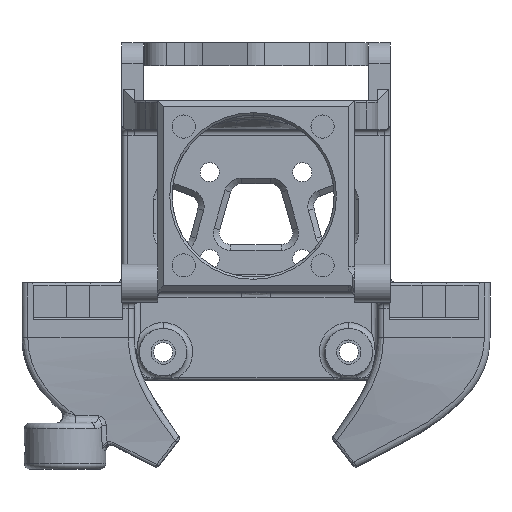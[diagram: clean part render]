
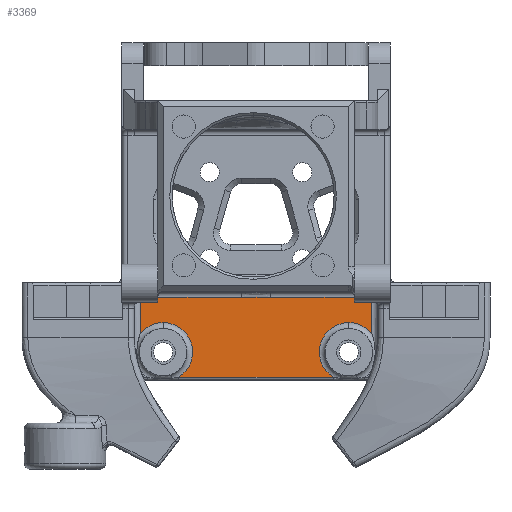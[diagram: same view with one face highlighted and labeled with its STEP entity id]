
A CAD part, front view. The second image highlights one B-rep face of the part: STEP entity #3369.
In plain terms, the highlighted planar face has unit normal (0, -1, 0).
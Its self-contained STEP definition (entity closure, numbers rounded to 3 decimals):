
#488 = VECTOR ( 'NONE', #7087, 1000. ) ;
#577 = CARTESIAN_POINT ( 'NONE',  ( -91.265, -4., -29.551 ) ) ;
#643 = VERTEX_POINT ( 'NONE', #24476 ) ;
#999 = EDGE_CURVE ( 'NONE', #20234, #8927, #15069, .T. ) ;
#1247 = CARTESIAN_POINT ( 'NONE',  ( -76.044, -4., -33.965 ) ) ;
#1321 = ORIENTED_EDGE ( 'NONE', *, *, #24311, .T. ) ;
#1733 = DIRECTION ( 'NONE',  ( 0., 0., 1. ) ) ;
#1880 = CARTESIAN_POINT ( 'NONE',  ( -108.144, -4., -39.065 ) ) ;
#1930 = CARTESIAN_POINT ( 'NONE',  ( -112.144, -4., -29.577 ) ) ;
#3369 = ADVANCED_FACE ( 'NONE', ( #20515 ), #5783, .F. ) ;
#3404 = CARTESIAN_POINT ( 'NONE',  ( -93.753, -4., -29.567 ) ) ;
#3439 = ORIENTED_EDGE ( 'NONE', *, *, #29602, .T. ) ;
#3706 = DIRECTION ( 'NONE',  ( 0., 1., 0. ) ) ;
#3786 = DIRECTION ( 'NONE',  ( 0., 1., 0. ) ) ;
#3857 = DIRECTION ( 'NONE',  ( 0., 0., -1. ) ) ;
#4124 = EDGE_LOOP ( 'NONE', ( #28418, #1321, #14878, #9924, #6327, #3439, #27873, #17968, #10205, #12330, #4572, #25370 ) ) ;
#4572 = ORIENTED_EDGE ( 'NONE', *, *, #25577, .T. ) ;
#4596 = VECTOR ( 'NONE', #27904, 1000. ) ;
#4748 = DIRECTION ( 'NONE',  ( -1., 0., 0. ) ) ;
#5381 = EDGE_CURVE ( 'NONE', #15128, #22516, #11016, .T. ) ;
#5724 = CARTESIAN_POINT ( 'NONE',  ( -109.094, -4., -29.577 ) ) ;
#5751 = VERTEX_POINT ( 'NONE', #5724 ) ;
#5783 = PLANE ( 'NONE',  #17140 ) ;
#5802 = CARTESIAN_POINT ( 'NONE',  ( -94.582, -4., -29.577 ) ) ;
#6026 = VERTEX_POINT ( 'NONE', #6962 ) ;
#6327 = ORIENTED_EDGE ( 'NONE', *, *, #10287, .T. ) ;
#6962 = CARTESIAN_POINT ( 'NONE',  ( -78.718, -4., -43.408 ) ) ;
#7087 = DIRECTION ( 'NONE',  ( 0., 0., 1. ) ) ;
#7541 = DIRECTION ( 'NONE',  ( 0., 0., 1. ) ) ;
#7543 = DIRECTION ( 'NONE',  ( 0., 1., 0. ) ) ;
#7968 = VECTOR ( 'NONE', #13281, 1000. ) ;
#7980 = CARTESIAN_POINT ( 'NONE',  ( 0.059, -4., -15.997 ) ) ;
#8003 = CARTESIAN_POINT ( 'NONE',  ( -92.924, -4., -29.551 ) ) ;
#8055 = EDGE_CURVE ( 'NONE', #11000, #15128, #11247, .T. ) ;
#8587 = CARTESIAN_POINT ( 'NONE',  ( -75.094, -4., -29.577 ) ) ;
#8731 = LINE ( 'NONE', #29303, #19696 ) ;
#8927 = VERTEX_POINT ( 'NONE', #19340 ) ;
#9378 = CARTESIAN_POINT ( 'NONE',  ( -72.044, -4., -35.901 ) ) ;
#9775 = CARTESIAN_POINT ( 'NONE',  ( -76.044, -4., -39.065 ) ) ;
#9783 = LINE ( 'NONE', #31178, #4596 ) ;
#9924 = ORIENTED_EDGE ( 'NONE', *, *, #11693, .T. ) ;
#10205 = ORIENTED_EDGE ( 'NONE', *, *, #28540, .T. ) ;
#10249 = CARTESIAN_POINT ( 'NONE',  ( -92.509, -4., -29.545 ) ) ;
#10287 = EDGE_CURVE ( 'NONE', #26679, #11038, #10563, .T. ) ;
#10354 = AXIS2_PLACEMENT_3D ( 'NONE', #1880, #3786, #1733 ) ;
#10475 = AXIS2_PLACEMENT_3D ( 'NONE', #28948, #12156, #19127 ) ;
#10563 = CIRCLE ( 'NONE', #14634, 5.1 ) ;
#10743 = CARTESIAN_POINT ( 'NONE',  ( -109.094, -4., -29.577 ) ) ;
#10919 = CARTESIAN_POINT ( 'NONE',  ( -112.144, -4., -15.997 ) ) ;
#11000 = VERTEX_POINT ( 'NONE', #1930 ) ;
#11016 = CIRCLE ( 'NONE', #10475, 5.1 ) ;
#11038 = VERTEX_POINT ( 'NONE', #9378 ) ;
#11247 = LINE ( 'NONE', #10919, #16361 ) ;
#11693 = EDGE_CURVE ( 'NONE', #6026, #26679, #15705, .T. ) ;
#12001 = CARTESIAN_POINT ( 'NONE',  ( -76.044, -4., -39.065 ) ) ;
#12156 = DIRECTION ( 'NONE',  ( 0., 1., 0. ) ) ;
#12322 = DIRECTION ( 'NONE',  ( 0., 1., 0. ) ) ;
#12330 = ORIENTED_EDGE ( 'NONE', *, *, #13834, .T. ) ;
#12626 = CARTESIAN_POINT ( 'NONE',  ( -90.022, -4., -29.577 ) ) ;
#12916 = CARTESIAN_POINT ( 'NONE',  ( -108.144, -4., -33.965 ) ) ;
#12918 = LINE ( 'NONE', #27786, #26334 ) ;
#12942 = CARTESIAN_POINT ( 'NONE',  ( -94.167, -4., -29.577 ) ) ;
#13281 = DIRECTION ( 'NONE',  ( -1., 0., 0. ) ) ;
#13726 = VECTOR ( 'NONE', #16450, 1000. ) ;
#13834 = EDGE_CURVE ( 'NONE', #29107, #5751, #8731, .T. ) ;
#14541 = LINE ( 'NONE', #18838, #13726 ) ;
#14634 = AXIS2_PLACEMENT_3D ( 'NONE', #12001, #7543, #21833 ) ;
#14878 = ORIENTED_EDGE ( 'NONE', *, *, #25627, .T. ) ;
#15069 = LINE ( 'NONE', #10743, #7968 ) ;
#15128 = VERTEX_POINT ( 'NONE', #19326 ) ;
#15673 = DIRECTION ( 'NONE',  ( 0., 0., -1. ) ) ;
#15705 = CIRCLE ( 'NONE', #26327, 5.1 ) ;
#16361 = VECTOR ( 'NONE', #15673, 1000. ) ;
#16450 = DIRECTION ( 'NONE',  ( -1., 0., 0. ) ) ;
#17140 = AXIS2_PLACEMENT_3D ( 'NONE', #7980, #3706, #3857 ) ;
#17968 = ORIENTED_EDGE ( 'NONE', *, *, #999, .T. ) ;
#18376 = VERTEX_POINT ( 'NONE', #28357 ) ;
#18838 = CARTESIAN_POINT ( 'NONE',  ( 0.059, -4., -29.577 ) ) ;
#19127 = DIRECTION ( 'NONE',  ( 0., 0., 1. ) ) ;
#19326 = CARTESIAN_POINT ( 'NONE',  ( -112.144, -4., -35.901 ) ) ;
#19340 = CARTESIAN_POINT ( 'NONE',  ( -89.607, -4., -29.577 ) ) ;
#19696 = VECTOR ( 'NONE', #4748, 1000. ) ;
#20229 = CARTESIAN_POINT ( 'NONE',  ( -91.68, -4., -29.545 ) ) ;
#20234 = VERTEX_POINT ( 'NONE', #8587 ) ;
#20382 = CARTESIAN_POINT ( 'NONE',  ( -89.607, -4., -29.577 ) ) ;
#20515 = FACE_OUTER_BOUND ( 'NONE', #4124, .T. ) ;
#21833 = DIRECTION ( 'NONE',  ( 0., 0., 1. ) ) ;
#22310 = LINE ( 'NONE', #26567, #488 ) ;
#22516 = VERTEX_POINT ( 'NONE', #12916 ) ;
#24311 = EDGE_CURVE ( 'NONE', #22516, #643, #29070, .T. ) ;
#24476 = CARTESIAN_POINT ( 'NONE',  ( -105.471, -4., -43.408 ) ) ;
#25370 = ORIENTED_EDGE ( 'NONE', *, *, #8055, .T. ) ;
#25489 = CARTESIAN_POINT ( 'NONE',  ( -94.582, -4., -29.577 ) ) ;
#25577 = EDGE_CURVE ( 'NONE', #5751, #11000, #14541, .T. ) ;
#25627 = EDGE_CURVE ( 'NONE', #643, #6026, #9783, .T. ) ;
#26327 = AXIS2_PLACEMENT_3D ( 'NONE', #9775, #12322, #7541 ) ;
#26334 = VECTOR ( 'NONE', #27631, 1000. ) ;
#26567 = CARTESIAN_POINT ( 'NONE',  ( -72.044, -4., -15.997 ) ) ;
#26679 = VERTEX_POINT ( 'NONE', #1247 ) ;
#27077 = B_SPLINE_CURVE_WITH_KNOTS ( 'NONE', 3,
 ( #20382, #12626, #29728, #577, #20229, #10249, #8003, #3404, #12942, #5802 ),
 .UNSPECIFIED., .F., .F.,
 ( 4, 2, 2, 2, 4 ),
 ( 0., 0.001, 0.002, 0.004, 0.005 ),
 .UNSPECIFIED. ) ;
#27631 = DIRECTION ( 'NONE',  ( -1., 0., 0. ) ) ;
#27786 = CARTESIAN_POINT ( 'NONE',  ( 0.059, -4., -29.577 ) ) ;
#27873 = ORIENTED_EDGE ( 'NONE', *, *, #30794, .T. ) ;
#27904 = DIRECTION ( 'NONE',  ( 1., 0., 0. ) ) ;
#28357 = CARTESIAN_POINT ( 'NONE',  ( -72.044, -4., -29.577 ) ) ;
#28418 = ORIENTED_EDGE ( 'NONE', *, *, #5381, .T. ) ;
#28540 = EDGE_CURVE ( 'NONE', #8927, #29107, #27077, .T. ) ;
#28948 = CARTESIAN_POINT ( 'NONE',  ( -108.144, -4., -39.065 ) ) ;
#29070 = CIRCLE ( 'NONE', #10354, 5.1 ) ;
#29107 = VERTEX_POINT ( 'NONE', #25489 ) ;
#29303 = CARTESIAN_POINT ( 'NONE',  ( -109.094, -4., -29.577 ) ) ;
#29602 = EDGE_CURVE ( 'NONE', #11038, #18376, #22310, .T. ) ;
#29728 = CARTESIAN_POINT ( 'NONE',  ( -90.436, -4., -29.567 ) ) ;
#30794 = EDGE_CURVE ( 'NONE', #18376, #20234, #12918, .T. ) ;
#31178 = CARTESIAN_POINT ( 'NONE',  ( -77.643, -4., -43.408 ) ) ;
